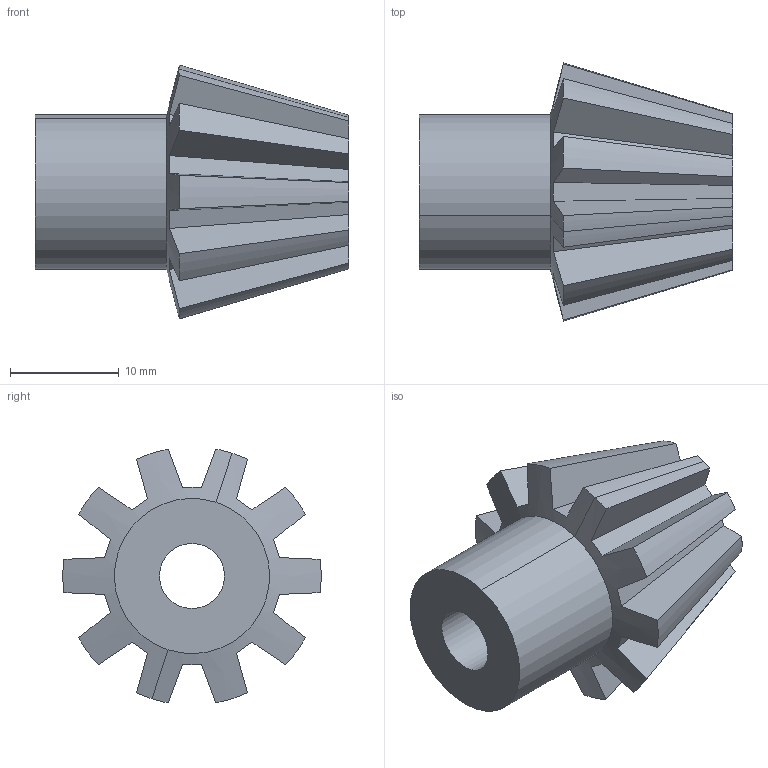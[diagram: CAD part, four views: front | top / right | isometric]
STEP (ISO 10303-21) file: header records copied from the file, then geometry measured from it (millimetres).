
FILE_DESCRIPTION(('STEP AP214'),'1');
FILE_NAME('p_201040-10.stp','2019-06-27T09:59:56',('TraceParts'),('TraceParts S.A.'),'Spatial InterOp 3D',' ',' ');
FILE_SCHEMA(('AUTOMOTIVE_DESIGN { 1 0 10303 214 1 1 1 1 }'));
Length unit declared in the file: millimetre
Products named in the file (1): p_201040-10
Bounding box: 28.9 x 23.78 x 23.39 mm (x, y, z)
Volume: 4755.9 mm3; surface area: 3142.6 mm2
Topology: 1 solids, 1 shells, 62 faces, 174 edges, 114 vertices
Faces by surface type: plane 32, cone 26, cylinder 4
Entity records: 1963 total; most frequent: CARTESIAN_POINT 451, ORIENTED_EDGE 348, DIRECTION 294, EDGE_CURVE 174, VERTEX_POINT 114, AXIS2_PLACEMENT_3D 107, LINE 80, VECTOR 80
